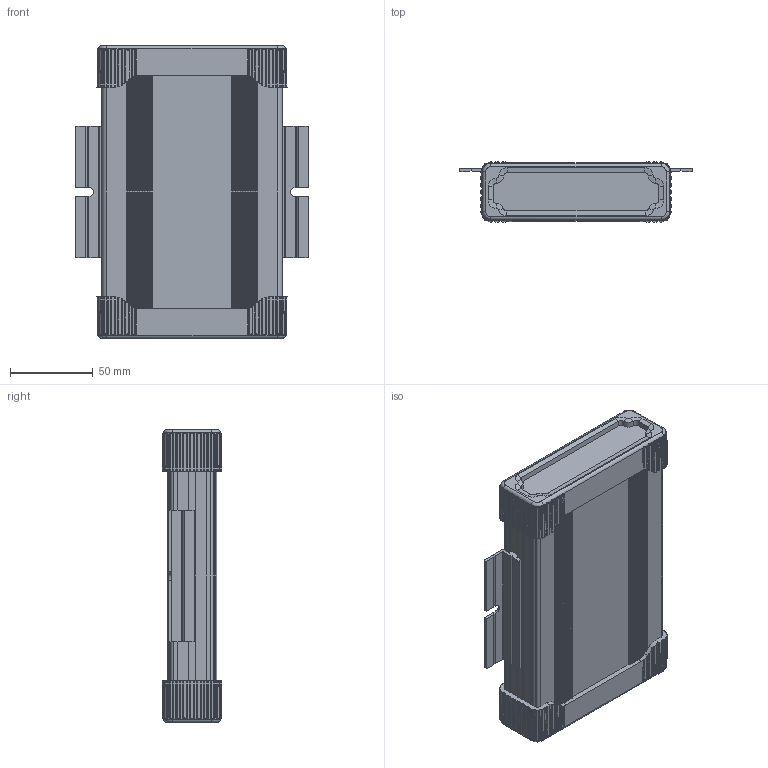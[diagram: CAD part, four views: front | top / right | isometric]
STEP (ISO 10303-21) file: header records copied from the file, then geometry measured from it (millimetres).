
FILE_DESCRIPTION (( 'STEP AP214' ), '1' );
FILE_NAME ('b2-160_asm.STEP', '2019-05-03T03:03:00', ( 'Rudy' ), ( '' ), 'SwSTEP 2.0', 'SolidWorks 2014', '' );
FILE_SCHEMA (( 'AUTOMOTIVE_DESIGN' ));
Length unit declared in the file: inch
Products named in the file (26): SEALING-WASHERS; SCREW3X12_3; SCREW3X12_2; SCREW3X12_1; SCREW3X12; SCREW-KB3X12_3; SCREW-KB3X12_2; SCREW-KB3X12_1; SCREW-KB3X12; MF-80_1; MF-80; SK-2-SEALING-KIT_1; EP-2_1; SK-2-SEALING-KIT; EP-2; SEALING-WASHERS_7; EC2_END_CAP_OPTIONAL_ACCESSOR_1; SEALING-WASHERS_6; EC2_END_CAP_OPTIONAL_ACCESSORY; SEALING-WASHERS_5; B2-160; SEALING-WASHERS_4; SEALING-WASHERS_3; b2-160_asm; SEALING-WASHERS_2; SEALING-WASHERS_1
Assembly tree (25 placements, depth 2):
  b2-160_asm
    B2-160
    EC2_END_CAP_OPTIONAL_ACCESSORY
    EC2_END_CAP_OPTIONAL_ACCESSOR_1
    EP-2
    EP-2_1
    MF-80
    MF-80_1
    SCREW-KB3X12
    SCREW-KB3X12_1
    SCREW-KB3X12_2
    SCREW-KB3X12_3
    SCREW3X12
    SCREW3X12_1
    SCREW3X12_2
    SCREW3X12_3
    SEALING-WASHERS
    SEALING-WASHERS_1
    SEALING-WASHERS_2
    SEALING-WASHERS_3
    SEALING-WASHERS_4
    SEALING-WASHERS_5
    SEALING-WASHERS_6
    SEALING-WASHERS_7
    SK-2-SEALING-KIT
    SK-2-SEALING-KIT_1
Bounding box: 140.3 x 36 x 176.5 mm (x, y, z)
Volume: 161257.9 mm3; surface area: 165362 mm2
Topology: 25 solids, 25 shells, 2447 faces, 6479 edges, 4102 vertices
Faces by surface type: cylinder 997, bspline 650, plane 596, cone 136, torus 52, sphere 16
Entity records: 133685 total; most frequent: CARTESIAN_POINT 80026, ORIENTED_EDGE 12958, DIRECTION 8143, EDGE_CURVE 6479, VERTEX_POINT 4102, AXIS2_PLACEMENT_3D 2937, B_SPLINE_CURVE_WITH_KNOTS 2764, EDGE_LOOP 2525
